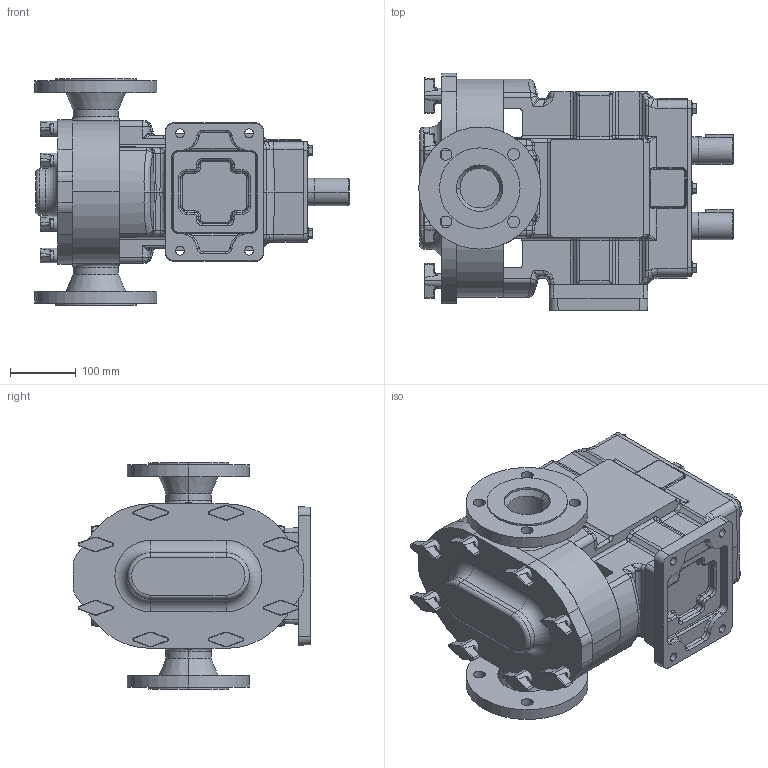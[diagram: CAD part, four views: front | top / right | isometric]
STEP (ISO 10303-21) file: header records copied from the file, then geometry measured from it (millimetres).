
FILE_DESCRIPTION (( 'STEP AP214' ), '1' );
FILE_NAME ('TRA10-0600-031.STEP', '2024-04-05T13:27:39', ( '' ), ( '' ), 'SwSTEP 2.0', 'SolidWorks 2022', '' );
FILE_SCHEMA (( 'AUTOMOTIVE_DESIGN' ));
Length unit declared in the file: inch
Products named in the file (5): TRA10-0600-031; TRA10-0600-COVER-STD; TRA10-0600-GEARBOX-H; TRA10-0600-BODY; 0600DIN2633-25
Assembly tree (5 placements, depth 2):
  TRA10-0600-031
    TRA10-0600-GEARBOX-H
    TRA10-0600-BODY
    TRA10-0600-COVER-STD
    0600DIN2633-25  x2
Bounding box: 476.64 x 360.31 x 342.9 mm (x, y, z)
Volume: 20368252.3 mm3; surface area: 994517.8 mm2
Topology: 5 solids, 5 shells, 1059 faces, 2585 edges, 1540 vertices
Faces by surface type: cylinder 392, plane 287, bspline 206, torus 92, cone 66, sphere 16
Entity records: 38579 total; most frequent: CARTESIAN_POINT 16344, ORIENTED_EDGE 4994, DIRECTION 4253, EDGE_CURVE 2497, AXIS2_PLACEMENT_3D 1643, VERTEX_POINT 1502, EDGE_LOOP 1081, FACE_OUTER_BOUND 1033
